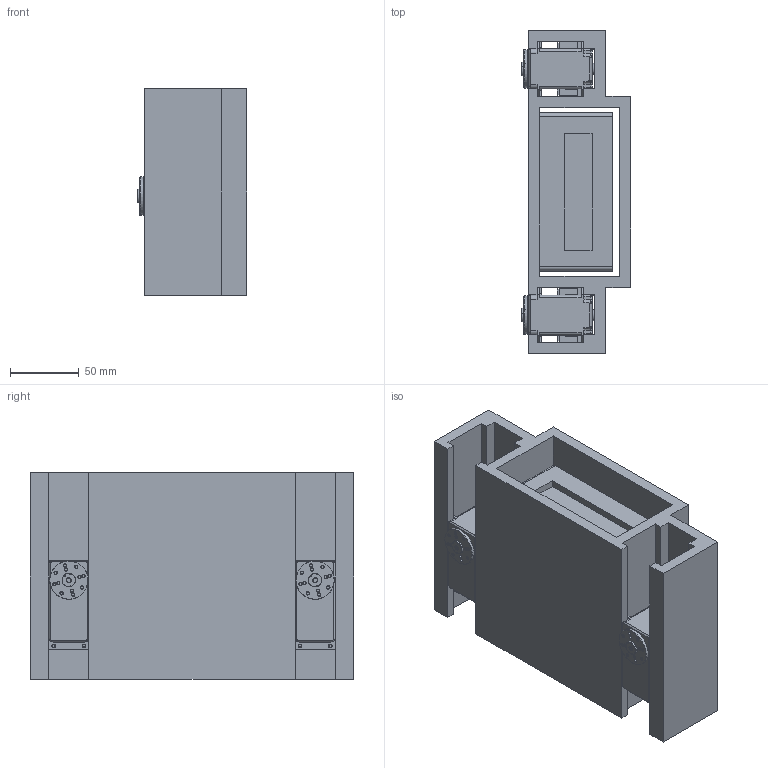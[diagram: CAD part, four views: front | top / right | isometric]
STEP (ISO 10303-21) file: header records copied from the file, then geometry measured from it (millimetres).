
FILE_DESCRIPTION (( 'STEP AP203' ), '1' );
FILE_NAME ('body_Default_sldprt.STEP', '2019-03-01T10:00:09', ( '' ), ( '' ), 'SwSTEP 2.0', 'SolidWorks 2018', '' );
FILE_SCHEMA (( 'CONFIG_CONTROL_DESIGN' ));
Length unit declared in the file: millimetre
Products named in the file (1): body_Default_sldprt
Bounding box: 79.3 x 235.2 x 150 mm (x, y, z)
Volume: 1634744.2 mm3; surface area: 281394.5 mm2
Topology: 6 solids, 6 shells, 1134 faces, 2996 edges, 1872 vertices
Faces by surface type: plane 588, cylinder 336, cone 182, bspline 28
Entity records: 36201 total; most frequent: CARTESIAN_POINT 7943, ORIENTED_EDGE 5944, DIRECTION 5762, EDGE_CURVE 2972, LINE 1936, VECTOR 1936, AXIS2_PLACEMENT_3D 1913, VERTEX_POINT 1872
